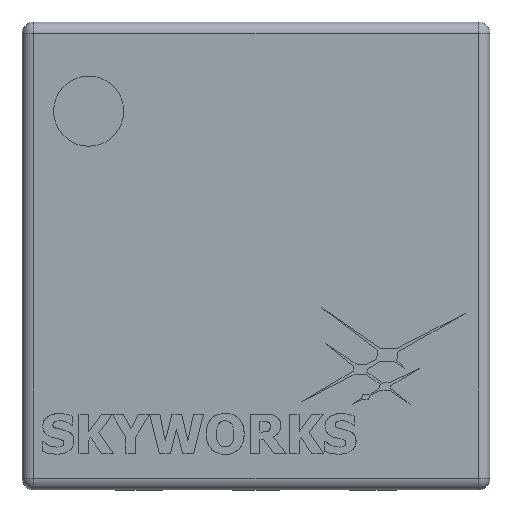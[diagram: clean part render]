
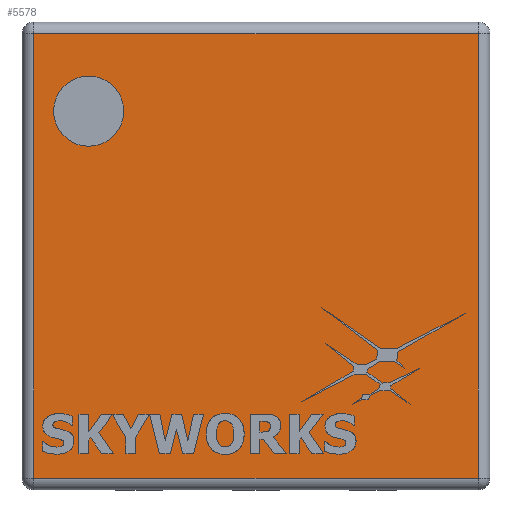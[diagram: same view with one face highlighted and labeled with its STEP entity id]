
A CAD part, top view. The second image highlights one B-rep face of the part: STEP entity #5578.
In plain terms, the highlighted planar face has unit normal (0, 0, 1).
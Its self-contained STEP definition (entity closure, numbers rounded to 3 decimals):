
#418=FACE_OUTER_BOUND('',#742,.T.);
#742=EDGE_LOOP('',(#4013,#4014,#4015,#4016));
#1142=LINE('',#8023,#1786);
#1144=LINE('',#8035,#1788);
#1145=LINE('',#8037,#1789);
#1147=LINE('',#8040,#1791);
#1786=VECTOR('',#6658,10.);
#1788=VECTOR('',#6674,10.);
#1789=VECTOR('',#6677,10.);
#1791=VECTOR('',#6681,10.);
#2405=VERTEX_POINT('',#7999);
#2406=VERTEX_POINT('',#8006);
#2409=VERTEX_POINT('',#8016);
#2411=VERTEX_POINT('',#8026);
#3008=EDGE_CURVE('',#2405,#2409,#1142,.T.);
#3014=EDGE_CURVE('',#2409,#2411,#1144,.T.);
#3015=EDGE_CURVE('',#2411,#2406,#1145,.T.);
#3017=EDGE_CURVE('',#2406,#2405,#1147,.T.);
#4013=ORIENTED_EDGE('',*,*,#3008,.F.);
#4014=ORIENTED_EDGE('',*,*,#3017,.F.);
#4015=ORIENTED_EDGE('',*,*,#3015,.F.);
#4016=ORIENTED_EDGE('',*,*,#3014,.F.);
#5320=PLANE('',#6070);
#5578=ADVANCED_FACE('',(#418),#5320,.T.);
#6070=AXIS2_PLACEMENT_3D('',#8046,#6688,#6689);
#6658=DIRECTION('',(0.,1.,0.));
#6674=DIRECTION('',(1.,0.,0.));
#6677=DIRECTION('',(0.,-1.,0.));
#6681=DIRECTION('',(-1.,0.,0.));
#6688=DIRECTION('center_axis',(0.,0.,1.));
#6689=DIRECTION('ref_axis',(1.,0.,0.));
#7999=CARTESIAN_POINT('',(-0.95,-0.95,0.5));
#8006=CARTESIAN_POINT('',(0.95,-0.95,0.5));
#8016=CARTESIAN_POINT('',(-0.95,0.95,0.5));
#8023=CARTESIAN_POINT('',(-0.95,0.5,0.5));
#8026=CARTESIAN_POINT('',(0.95,0.95,0.5));
#8035=CARTESIAN_POINT('',(0.5,0.95,0.5));
#8037=CARTESIAN_POINT('',(0.95,-0.5,0.5));
#8040=CARTESIAN_POINT('',(-0.5,-0.95,0.5));
#8046=CARTESIAN_POINT('Origin',(0.,0.,0.5));
